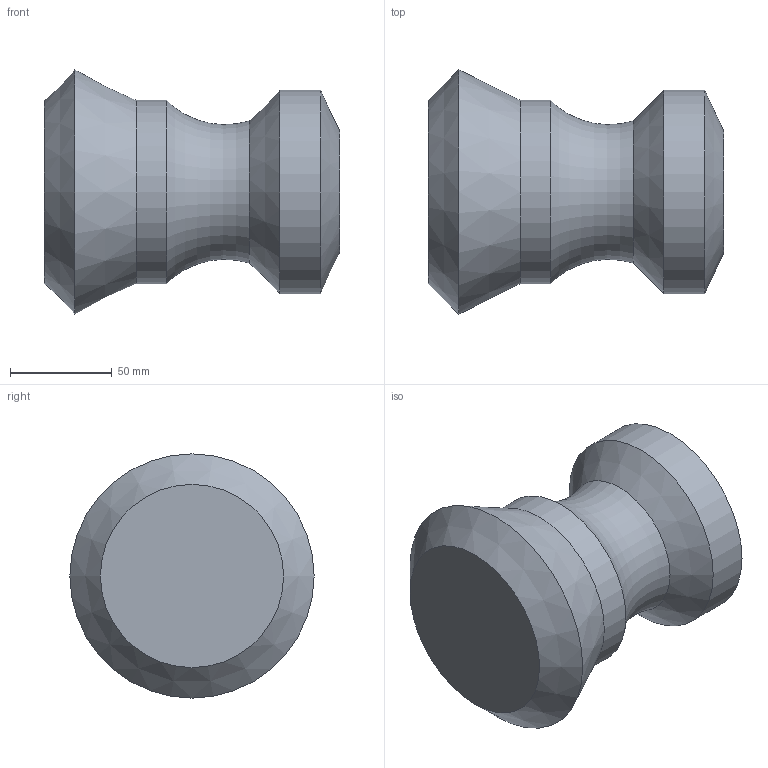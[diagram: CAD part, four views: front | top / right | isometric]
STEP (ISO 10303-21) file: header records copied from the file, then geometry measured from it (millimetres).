
FILE_DESCRIPTION(/* description */ ('Alibre Inc.'),/* implementation_level */ '2;1');
FILE_NAME(/* name */ 'export-9D93ABDC-E564-4DD4-80E3-FA2AF030119F',/* time_stamp */ '2025-03-15T17:51:20+08:00',/* author */ (''),/* organization */ (''),/* preprocessor_version */ 'ST-DEVELOPER v17',/* originating_system */ 'Alibre',/* authorisation */ '');
FILE_SCHEMA (('CONFIG_CONTROL_DESIGN'));
Length unit declared in the file: centimetre
Bounding box: 145 x 120 x 120 mm (x, y, z)
Volume: 944417.9 mm3; surface area: 59008.9 mm2
Topology: 1 solids, 1 shells, 9 faces, 15 edges, 8 vertices
Faces by surface type: cone 4, plane 2, cylinder 2, torus 1
Full cylindrical faces by diameter (mm): 90 x1, 100 x1
Entity records: 256 total; most frequent: DIRECTION 31, CARTESIAN_POINT 25, AXIS2_PLACEMENT_3D 17, ORIENTED_EDGE 16, EDGE_LOOP 16, FACE_BOUND 16, ADVANCED_FACE 9, ORGANIZATION 8
